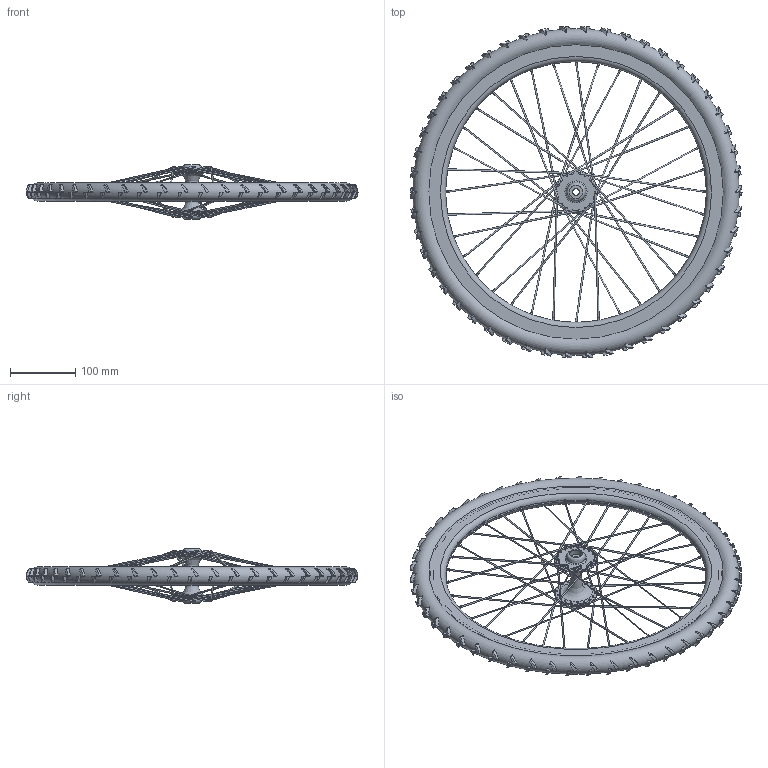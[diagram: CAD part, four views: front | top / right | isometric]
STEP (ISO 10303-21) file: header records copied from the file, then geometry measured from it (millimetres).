
FILE_DESCRIPTION((' '),'2;1');
FILE_NAME( 'bicycle full.stp', '2018-03-14T23:42:44', (' '), ('--- Datakit www.datakit.com---'), ' Datakit CrossCadWare V2017.1 Dec 27 2016', 'DATAKIT 2018 (c)', ' ');
FILE_SCHEMA(('AP203_CONFIGURATION_CONTROLLED_3D_DESIGN_OF_MECHANICAL_PARTS_AND_ASSEMBLIES_MIM_LF { 1 0 10303 403 2 1 2}'));
Length unit declared in the file: millimetre
Products named in the file (1): bicycle full
Bounding box: 509.4 x 509.23 x 84 mm (x, y, z)
Volume: 1540775.7 mm3; surface area: 312368.6 mm2
Topology: 1 solids, 3 shells, 1326 faces, 3710 edges, 2476 vertices
Faces by surface type: plane 509, cylinder 426, extrusion 200, torus 149, sphere 36, revolution 4, cone 2
Full cylindrical faces by diameter (mm): 2 x108, 3.5 x36, 5 x36, 10 x1, 20 x2, 66 x2, 490.83 x1
Entity records: 50674 total; most frequent: CARTESIAN_POINT 19008, ORIENTED_EDGE 6310, DIRECTION 5620, EDGE_CURVE 3155, VERTEX_POINT 2205, AXIS2_PLACEMENT_3D 2143, EDGE_LOOP 1808, VECTOR 1330
